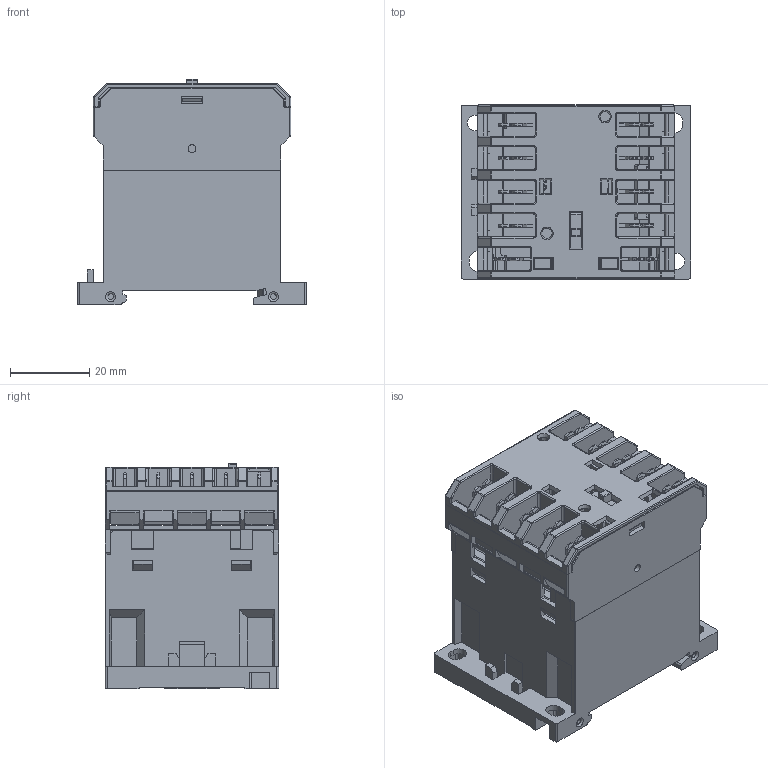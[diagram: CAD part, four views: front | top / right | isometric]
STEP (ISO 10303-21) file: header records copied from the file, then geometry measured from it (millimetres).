
FILE_DESCRIPTION(/* description */ (''),/* implementation_level */ '2;1');
FILE_NAME(/* name */ 'FILE_STP_CAD_DRAWING_BGF09_Catalog_prt.stp',/* time_stamp */ '2021-03-03T09:21:33+01:00',/* author */ (''),/* organization */ (''),/* preprocessor_version */ 'ST-DEVELOPER v16.7',/* originating_system */ 'SIEMENS PLM Software NX 12.0',/* authorisation */ '');
FILE_SCHEMA (('AUTOMOTIVE_DESIGN { 1 0 10303 214 3 1 1 1 }'));
Length unit declared in the file: millimetre
Products named in the file (1): BGF09_Catalog
Bounding box: 58 x 44 x 57.02 mm (x, y, z)
Surface area: 33040.2 mm2 (no closed solid volume)
Topology: 0 solids, 30 shells, 1184 faces, 5279 edges, 4007 vertices
Faces by surface type: plane 751, cylinder 288, bspline 89, torus 28, sphere 26, cone 2
Full cylindrical faces by diameter (mm): 1.5 x4, 2 x1
Entity records: 55635 total; most frequent: CARTESIAN_POINT 14025, ORIENTED_EDGE 7947, DIRECTION 7933, EDGE_CURVE 5264, VERTEX_POINT 4004, LINE 3765, VECTOR 3765, AXIS2_PLACEMENT_3D 2084
